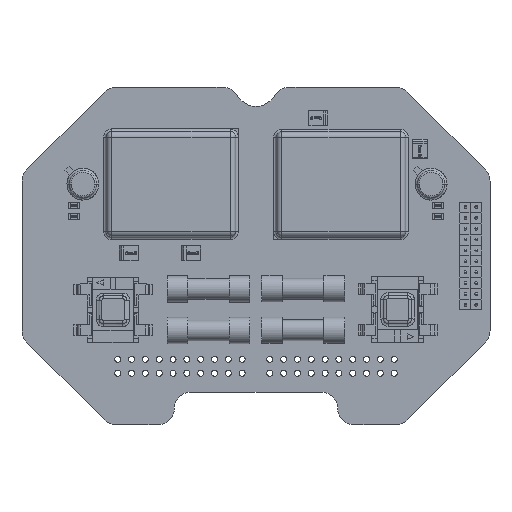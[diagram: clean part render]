
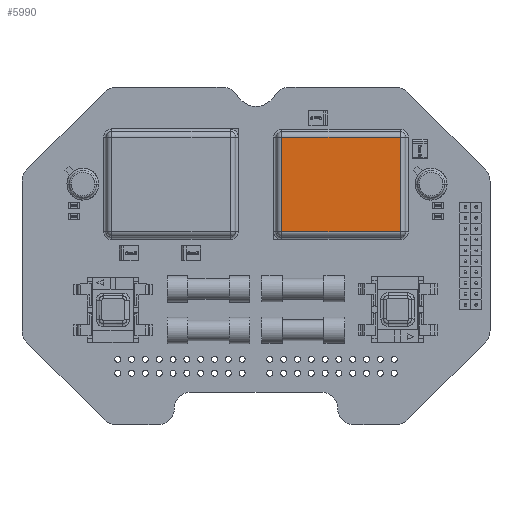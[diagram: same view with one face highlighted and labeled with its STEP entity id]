
A CAD part, top view. The second image highlights one B-rep face of the part: STEP entity #5990.
In plain terms, the highlighted face is planar.
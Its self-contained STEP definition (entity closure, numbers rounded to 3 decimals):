
#5990 = ADVANCED_FACE('',(#5991),#6025,.T.);
#5991 = FACE_BOUND('',#5992,.T.);
#5992 = EDGE_LOOP('',(#5993,#6003,#6011,#6019));
#5993 = ORIENTED_EDGE('',*,*,#5994,.T.);
#5994 = EDGE_CURVE('',#5995,#5997,#5999,.T.);
#5995 = VERTEX_POINT('',#5996);
#5996 = CARTESIAN_POINT('',(1.5,6.98,-1.5));
#5997 = VERTEX_POINT('',#5998);
#5998 = CARTESIAN_POINT('',(23.27,6.98,-1.5));
#5999 = LINE('',#6000,#6001);
#6000 = CARTESIAN_POINT('',(24.27,6.98,-1.5));
#6001 = VECTOR('',#6002,1.);
#6002 = DIRECTION('',(1.,0.,0.));
#6003 = ORIENTED_EDGE('',*,*,#6004,.T.);
#6004 = EDGE_CURVE('',#5997,#6005,#6007,.T.);
#6005 = VERTEX_POINT('',#6006);
#6006 = CARTESIAN_POINT('',(23.27,6.98,-18.82));
#6007 = LINE('',#6008,#6009);
#6008 = CARTESIAN_POINT('',(23.27,6.98,-19.82));
#6009 = VECTOR('',#6010,1.);
#6010 = DIRECTION('',(0.,0.,-1.));
#6011 = ORIENTED_EDGE('',*,*,#6012,.T.);
#6012 = EDGE_CURVE('',#6005,#6013,#6015,.T.);
#6013 = VERTEX_POINT('',#6014);
#6014 = CARTESIAN_POINT('',(1.5,6.98,-18.82));
#6015 = LINE('',#6016,#6017);
#6016 = CARTESIAN_POINT('',(0.5,6.98,-18.82));
#6017 = VECTOR('',#6018,1.);
#6018 = DIRECTION('',(-1.,0.,0.));
#6019 = ORIENTED_EDGE('',*,*,#6020,.T.);
#6020 = EDGE_CURVE('',#6013,#5995,#6021,.T.);
#6021 = LINE('',#6022,#6023);
#6022 = CARTESIAN_POINT('',(1.5,6.98,-0.5));
#6023 = VECTOR('',#6024,1.);
#6024 = DIRECTION('',(0.,0.,1.));
#6025 = PLANE('',#6026);
#6026 = AXIS2_PLACEMENT_3D('',#6027,#6028,#6029);
#6027 = CARTESIAN_POINT('',(0.,6.98,0.));
#6028 = DIRECTION('',(0.,1.,0.));
#6029 = DIRECTION('',(0.,0.,1.));
